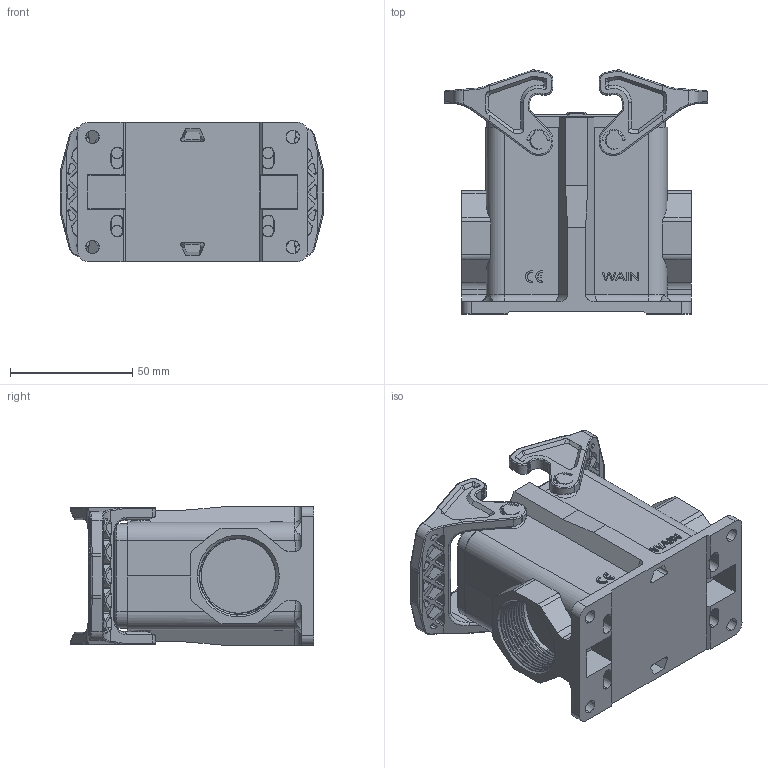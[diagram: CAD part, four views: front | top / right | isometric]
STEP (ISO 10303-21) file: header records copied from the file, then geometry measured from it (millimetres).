
FILE_DESCRIPTION((''),'2;1');
FILE_NAME('123','2024-02-01T',('13001'),(''),'PRO/ENGINEER BY PARAMETRIC TECHNOLOGY CORPORATION, 2012480','PRO/ENGINEER BY PARAMETRIC TECHNOLOGY CORPORATION, 2012480','');
FILE_SCHEMA(('CONFIG_CONTROL_DESIGN'));
Products named in the file (1): 123
Bounding box: 108 x 99.91 x 57 mm (x, y, z)
Volume: 136120.7 mm3; surface area: 70975.4 mm2
Topology: 1 solids, 1 shells, 1402 faces, 3950 edges, 2590 vertices
Faces by surface type: plane 619, cylinder 497, bspline 106, torus 82, cone 62, extrusion 30, sphere 6
Entity records: 55929 total; most frequent: CARTESIAN_POINT 21759, ORIENTED_EDGE 7876, DIRECTION 6035, EDGE_CURVE 3938, VERTEX_POINT 2590, VECTOR 2039, LINE 2009, AXIS2_PLACEMENT_3D 1998
